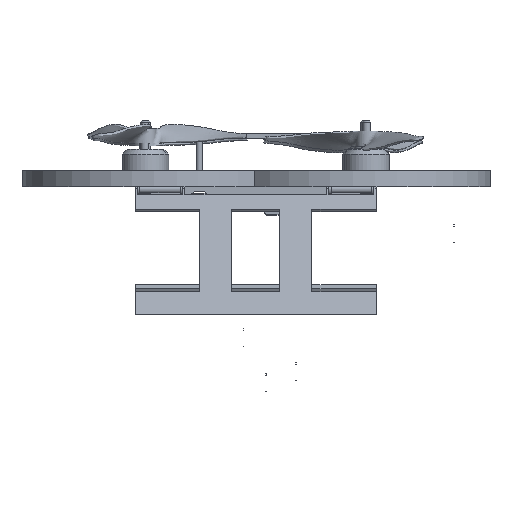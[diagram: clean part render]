
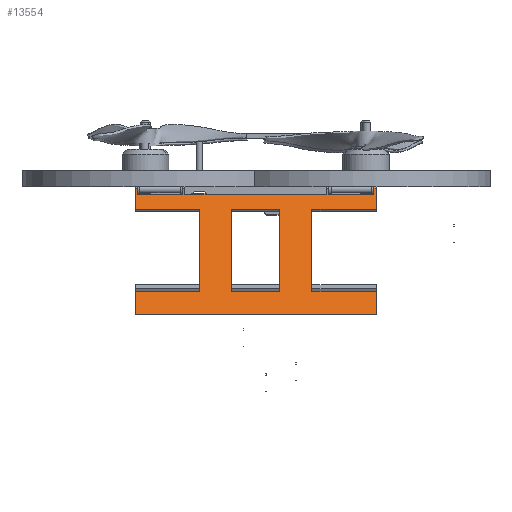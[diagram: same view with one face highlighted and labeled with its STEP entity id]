
A CAD part, left-side view. The second image highlights one B-rep face of the part: STEP entity #13554.
In plain terms, the highlighted face is planar.
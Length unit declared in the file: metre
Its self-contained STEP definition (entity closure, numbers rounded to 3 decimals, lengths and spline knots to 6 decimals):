
#1279=ORIENTED_EDGE('',*,*,#4978,.T.);
#1280=ORIENTED_EDGE('',*,*,#4985,.T.);
#1281=ORIENTED_EDGE('',*,*,#4983,.F.);
#1282=ORIENTED_EDGE('',*,*,#4981,.T.);
#1283=ORIENTED_EDGE('',*,*,#4958,.F.);
#1284=ORIENTED_EDGE('',*,*,#4986,.F.);
#1285=ORIENTED_EDGE('',*,*,#4975,.T.);
#1286=ORIENTED_EDGE('',*,*,#4987,.F.);
#1287=ORIENTED_EDGE('',*,*,#4988,.F.);
#1288=ORIENTED_EDGE('',*,*,#4956,.T.);
#1289=ORIENTED_EDGE('',*,*,#4989,.T.);
#1290=ORIENTED_EDGE('',*,*,#4990,.F.);
#1291=ORIENTED_EDGE('',*,*,#4991,.F.);
#1292=ORIENTED_EDGE('',*,*,#4953,.T.);
#1293=ORIENTED_EDGE('',*,*,#4992,.T.);
#1294=ORIENTED_EDGE('',*,*,#4993,.F.);
#1295=ORIENTED_EDGE('',*,*,#4994,.F.);
#1296=ORIENTED_EDGE('',*,*,#4950,.T.);
#1297=ORIENTED_EDGE('',*,*,#4995,.T.);
#1298=ORIENTED_EDGE('',*,*,#4996,.F.);
#1299=ORIENTED_EDGE('',*,*,#4972,.F.);
#1300=ORIENTED_EDGE('',*,*,#4969,.F.);
#1301=ORIENTED_EDGE('',*,*,#4967,.F.);
#1302=ORIENTED_EDGE('',*,*,#4965,.T.);
#1303=ORIENTED_EDGE('',*,*,#4963,.F.);
#1304=ORIENTED_EDGE('',*,*,#4997,.F.);
#1305=ORIENTED_EDGE('',*,*,#4946,.T.);
#1306=ORIENTED_EDGE('',*,*,#4961,.T.);
#4946=EDGE_CURVE('',#6839,#6840,#8187,.T.);
#4950=EDGE_CURVE('',#6842,#6841,#8191,.T.);
#4953=EDGE_CURVE('',#6844,#6843,#8194,.T.);
#4956=EDGE_CURVE('',#6846,#6845,#8197,.T.);
#4958=EDGE_CURVE('',#6847,#6848,#8199,.T.);
#4961=EDGE_CURVE('',#6840,#6848,#8202,.T.);
#4963=EDGE_CURVE('',#6849,#6850,#8204,.T.);
#4965=EDGE_CURVE('',#6851,#6850,#8206,.T.);
#4967=EDGE_CURVE('',#6851,#6852,#8208,.T.);
#4969=EDGE_CURVE('',#6852,#6853,#8210,.T.);
#4972=EDGE_CURVE('',#6853,#6855,#8212,.T.);
#4975=EDGE_CURVE('',#6857,#6858,#8213,.T.);
#4978=EDGE_CURVE('',#6859,#6860,#8215,.T.);
#4981=EDGE_CURVE('',#6861,#6859,#8218,.T.);
#4983=EDGE_CURVE('',#6861,#6862,#8220,.T.);
#4985=EDGE_CURVE('',#6860,#6862,#8222,.T.);
#4986=EDGE_CURVE('',#6857,#6847,#8223,.T.);
#4987=EDGE_CURVE('',#6863,#6858,#8224,.T.);
#4988=EDGE_CURVE('',#6846,#6863,#8225,.T.);
#4989=EDGE_CURVE('',#6845,#6864,#8226,.T.);
#4990=EDGE_CURVE('',#6865,#6864,#8227,.T.);
#4991=EDGE_CURVE('',#6844,#6865,#8228,.T.);
#4992=EDGE_CURVE('',#6843,#6866,#8229,.T.);
#4993=EDGE_CURVE('',#6867,#6866,#8230,.T.);
#4994=EDGE_CURVE('',#6842,#6867,#8231,.T.);
#4995=EDGE_CURVE('',#6841,#6868,#8232,.T.);
#4996=EDGE_CURVE('',#6855,#6868,#8233,.T.);
#4997=EDGE_CURVE('',#6839,#6849,#8234,.T.);
#6839=VERTEX_POINT('',#19063);
#6840=VERTEX_POINT('',#19064);
#6841=VERTEX_POINT('',#19069);
#6842=VERTEX_POINT('',#19071);
#6843=VERTEX_POINT('',#19075);
#6844=VERTEX_POINT('',#19077);
#6845=VERTEX_POINT('',#19081);
#6846=VERTEX_POINT('',#19083);
#6847=VERTEX_POINT('',#19087);
#6848=VERTEX_POINT('',#19088);
#6849=VERTEX_POINT('',#19095);
#6850=VERTEX_POINT('',#19097);
#6851=VERTEX_POINT('',#19101);
#6852=VERTEX_POINT('',#19105);
#6853=VERTEX_POINT('',#19109);
#6855=VERTEX_POINT('',#19115);
#6857=VERTEX_POINT('',#19121);
#6858=VERTEX_POINT('',#19122);
#6859=VERTEX_POINT('',#19127);
#6860=VERTEX_POINT('',#19128);
#6861=VERTEX_POINT('',#19133);
#6862=VERTEX_POINT('',#19137);
#6863=VERTEX_POINT('',#19145);
#6864=VERTEX_POINT('',#19148);
#6865=VERTEX_POINT('',#19150);
#6866=VERTEX_POINT('',#19153);
#6867=VERTEX_POINT('',#19155);
#6868=VERTEX_POINT('',#19158);
#8187=LINE('',#19062,#9640);
#8191=LINE('',#19070,#9644);
#8194=LINE('',#19076,#9647);
#8197=LINE('',#19082,#9650);
#8199=LINE('',#19086,#9652);
#8202=LINE('',#19092,#9655);
#8204=LINE('',#19096,#9657);
#8206=LINE('',#19100,#9659);
#8208=LINE('',#19104,#9661);
#8210=LINE('',#19108,#9663);
#8212=LINE('',#19114,#9665);
#8213=LINE('',#19120,#9666);
#8215=LINE('',#19126,#9668);
#8218=LINE('',#19132,#9671);
#8220=LINE('',#19136,#9673);
#8222=LINE('',#19140,#9675);
#8223=LINE('',#19142,#9676);
#8224=LINE('',#19144,#9677);
#8225=LINE('',#19146,#9678);
#8226=LINE('',#19147,#9679);
#8227=LINE('',#19149,#9680);
#8228=LINE('',#19151,#9681);
#8229=LINE('',#19152,#9682);
#8230=LINE('',#19154,#9683);
#8231=LINE('',#19156,#9684);
#8232=LINE('',#19157,#9685);
#8233=LINE('',#19159,#9686);
#8234=LINE('',#19160,#9687);
#9640=VECTOR('',#15608,1.);
#9644=VECTOR('',#15614,1.);
#9647=VECTOR('',#15619,1.);
#9650=VECTOR('',#15624,1.);
#9652=VECTOR('',#15628,1.);
#9655=VECTOR('',#15633,1.);
#9657=VECTOR('',#15637,1.);
#9659=VECTOR('',#15641,1.);
#9661=VECTOR('',#15645,1.);
#9663=VECTOR('',#15649,1.);
#9665=VECTOR('',#15655,1.);
#9666=VECTOR('',#15662,1.);
#9668=VECTOR('',#15668,1.);
#9671=VECTOR('',#15673,1.);
#9673=VECTOR('',#15677,1.);
#9675=VECTOR('',#15681,1.);
#9676=VECTOR('',#15684,1.);
#9677=VECTOR('',#15687,1.);
#9678=VECTOR('',#15688,1.);
#9679=VECTOR('',#15689,1.);
#9680=VECTOR('',#15690,1.);
#9681=VECTOR('',#15691,1.);
#9682=VECTOR('',#15692,1.);
#9683=VECTOR('',#15693,1.);
#9684=VECTOR('',#15694,1.);
#9685=VECTOR('',#15695,1.);
#9686=VECTOR('',#15696,1.);
#9687=VECTOR('',#15697,1.);
#11061=EDGE_LOOP('',(#1279,#1280,#1281,#1282));
#11062=EDGE_LOOP('',(#1283,#1284,#1285,#1286,#1287,#1288,#1289,#1290,#1291,
#1292,#1293,#1294,#1295,#1296,#1297,#1298,#1299,#1300,#1301,#1302,#1303,
#1304,#1305,#1306));
#12081=FACE_BOUND('',#11061,.T.);
#12082=FACE_BOUND('',#11062,.T.);
#13068=PLANE('',#14459);
#13554=ADVANCED_FACE('',(#12081,#12082),#13068,.F.);
#14459=AXIS2_PLACEMENT_3D('',#19143,#15685,#15686);
#15608=DIRECTION('',(1.,0.,0.));
#15614=DIRECTION('',(0.,-1.,0.));
#15619=DIRECTION('',(0.,-1.,0.));
#15624=DIRECTION('',(0.,-1.,0.));
#15628=DIRECTION('',(-1.,0.,0.));
#15633=DIRECTION('',(0.,-1.,0.));
#15637=DIRECTION('',(1.,0.,0.));
#15641=DIRECTION('',(0.,-1.,0.));
#15645=DIRECTION('',(1.,0.,0.));
#15649=DIRECTION('',(0.,-1.,0.));
#15655=DIRECTION('',(1.,0.,0.));
#15662=DIRECTION('',(1.,0.,0.));
#15668=DIRECTION('',(0.,-1.,0.));
#15673=DIRECTION('',(-1.,0.,0.));
#15677=DIRECTION('',(0.,-1.,0.));
#15681=DIRECTION('',(1.,0.,0.));
#15684=DIRECTION('',(0.,-1.,0.));
#15685=DIRECTION('',(0.,0.,1.));
#15686=DIRECTION('',(1.,0.,0.));
#15687=DIRECTION('',(0.,1.,0.));
#15688=DIRECTION('',(1.,0.,0.));
#15689=DIRECTION('',(1.,0.,0.));
#15690=DIRECTION('',(0.,1.,0.));
#15691=DIRECTION('',(1.,0.,0.));
#15692=DIRECTION('',(1.,0.,0.));
#15693=DIRECTION('',(0.,1.,0.));
#15694=DIRECTION('',(1.,0.,0.));
#15695=DIRECTION('',(1.,0.,0.));
#15696=DIRECTION('',(0.,1.,0.));
#15697=DIRECTION('',(0.,-1.,0.));
#19062=CARTESIAN_POINT('',(-0.054054,0.078792,0.));
#19063=CARTESIAN_POINT('',(-0.061554,0.078792,0.));
#19064=CARTESIAN_POINT('',(-0.046554,0.078792,0.));
#19069=CARTESIAN_POINT('',(0.018446,-0.069708,0.));
#19070=CARTESIAN_POINT('',(0.018446,0.003792,0.));
#19071=CARTESIAN_POINT('',(0.018446,-0.041708,0.));
#19075=CARTESIAN_POINT('',(0.018446,-0.040208,0.));
#19076=CARTESIAN_POINT('',(0.018446,0.003792,0.));
#19077=CARTESIAN_POINT('',(0.018446,0.047792,0.));
#19081=CARTESIAN_POINT('',(0.018446,0.049292,0.));
#19082=CARTESIAN_POINT('',(0.018446,0.003792,0.));
#19083=CARTESIAN_POINT('',(0.018446,0.077292,0.));
#19086=CARTESIAN_POINT('',(-0.046513,0.038792,0.));
#19087=CARTESIAN_POINT('',(0.008446,0.038792,0.));
#19088=CARTESIAN_POINT('',(-0.046554,0.038792,0.));
#19092=CARTESIAN_POINT('',(-0.046554,0.058792,0.));
#19095=CARTESIAN_POINT('',(-0.061554,-0.071208,0.));
#19096=CARTESIAN_POINT('',(-0.054054,-0.071208,0.));
#19097=CARTESIAN_POINT('',(-0.046554,-0.071208,0.));
#19100=CARTESIAN_POINT('',(-0.046554,-0.051208,0.));
#19101=CARTESIAN_POINT('',(-0.046554,-0.031208,0.));
#19104=CARTESIAN_POINT('',(-0.019054,-0.031208,0.));
#19105=CARTESIAN_POINT('',(0.008446,-0.031208,0.));
#19108=CARTESIAN_POINT('',(0.008446,-0.051208,0.));
#19109=CARTESIAN_POINT('',(0.008446,-0.071208,0.));
#19114=CARTESIAN_POINT('',(0.013446,-0.071208,0.));
#19115=CARTESIAN_POINT('',(0.022446,-0.071208,0.));
#19120=CARTESIAN_POINT('',(0.013446,0.078792,0.));
#19121=CARTESIAN_POINT('',(0.008446,0.078792,0.));
#19122=CARTESIAN_POINT('',(0.022446,0.078792,0.));
#19126=CARTESIAN_POINT('',(-0.046554,0.003792,0.));
#19127=CARTESIAN_POINT('',(-0.046554,0.018792,0.));
#19128=CARTESIAN_POINT('',(-0.046554,-0.011208,0.));
#19132=CARTESIAN_POINT('',(-0.046513,0.018792,0.));
#19133=CARTESIAN_POINT('',(0.008446,0.018792,0.));
#19136=CARTESIAN_POINT('',(0.008446,0.003792,0.));
#19137=CARTESIAN_POINT('',(0.008446,-0.011208,0.));
#19140=CARTESIAN_POINT('',(-0.019054,-0.011208,0.));
#19142=CARTESIAN_POINT('',(0.008446,0.058792,0.));
#19143=CARTESIAN_POINT('',(-0.021554,0.003792,0.));
#19144=CARTESIAN_POINT('',(0.022446,0.077292,0.));
#19145=CARTESIAN_POINT('',(0.022446,0.077292,0.));
#19146=CARTESIAN_POINT('',(0.020446,0.077292,0.));
#19147=CARTESIAN_POINT('',(0.020446,0.049292,0.));
#19148=CARTESIAN_POINT('',(0.022446,0.049292,0.));
#19149=CARTESIAN_POINT('',(0.022446,0.047792,0.));
#19150=CARTESIAN_POINT('',(0.022446,0.047792,0.));
#19151=CARTESIAN_POINT('',(0.020446,0.047792,0.));
#19152=CARTESIAN_POINT('',(0.020446,-0.040208,0.));
#19153=CARTESIAN_POINT('',(0.022446,-0.040208,0.));
#19154=CARTESIAN_POINT('',(0.022446,-0.041708,0.));
#19155=CARTESIAN_POINT('',(0.022446,-0.041708,0.));
#19156=CARTESIAN_POINT('',(0.020446,-0.041708,0.));
#19157=CARTESIAN_POINT('',(0.020446,-0.069708,0.));
#19158=CARTESIAN_POINT('',(0.022446,-0.069708,0.));
#19159=CARTESIAN_POINT('',(0.022446,-0.071208,0.));
#19160=CARTESIAN_POINT('',(-0.061554,0.003792,0.));
